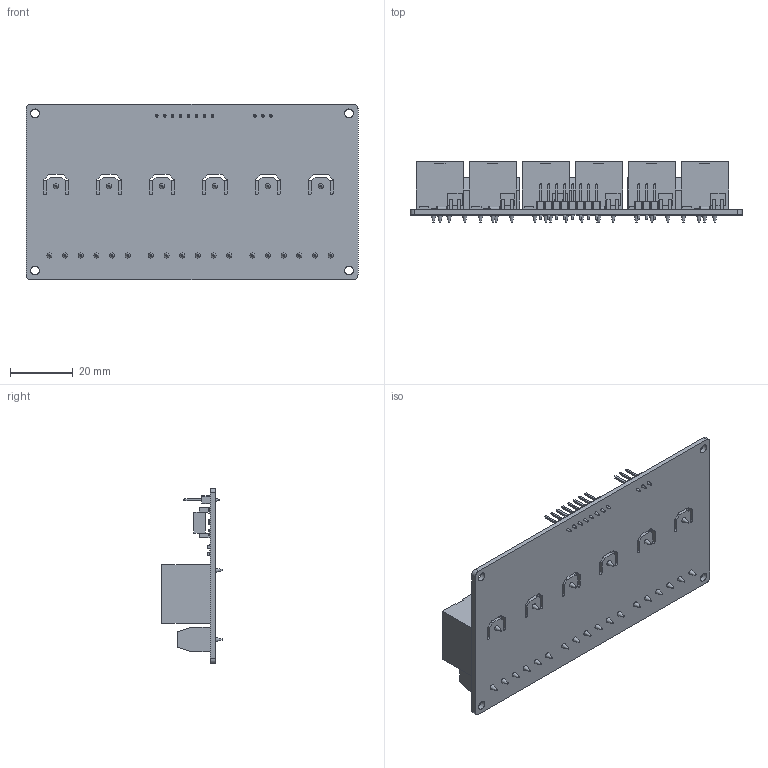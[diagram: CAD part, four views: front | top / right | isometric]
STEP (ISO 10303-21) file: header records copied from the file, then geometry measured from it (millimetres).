
FILE_DESCRIPTION(/* description */ ('STEP AP214'),/* implementation_level */ '2;1');
FILE_NAME(/* name */ 'реле.stp',/* time_stamp */ '2023-02-19T00:58:41+03:00',/* author */ ('Tasya'),/* organization */ (''),/* preprocessor_version */ 'ST-DEVELOPER v18.1',/* originating_system */ 'Autodesk Inventor 2021',/* authorisation */ '');
FILE_SCHEMA (('AUTOMOTIVE_DESIGN { 1 0 10303 214 3 1 1 }'));
Length unit declared in the file: millimetre
Products named in the file (1): реле
Bounding box: 106 x 19.2 x 56 mm (x, y, z)
Volume: 42298.2 mm3; surface area: 30130.3 mm2
Topology: 200 solids, 200 shells, 1900 faces, 4264 edges, 2806 vertices
Faces by surface type: plane 1716, cylinder 142, cone 42
Full cylindrical faces by diameter (mm): 0.9 x6, 1 x6, 2.8 x4, 3.45 x18
Entity records: 53709 total; most frequent: CARTESIAN_POINT 9008, DIRECTION 8675, ORIENTED_EDGE 8522, EDGE_CURVE 4261, LINE 3609, VECTOR 3609, VERTEX_POINT 2806, AXIS2_PLACEMENT_3D 2533
